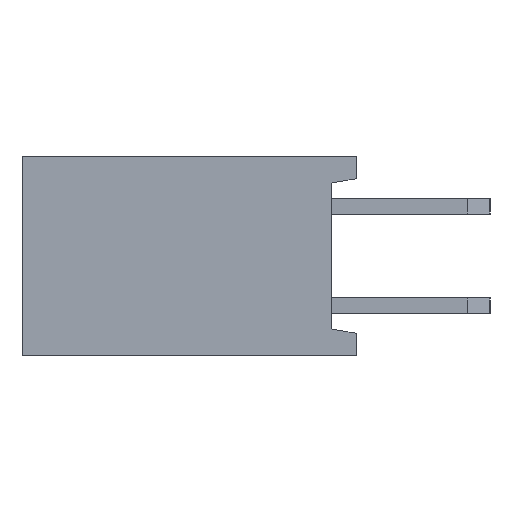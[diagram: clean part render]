
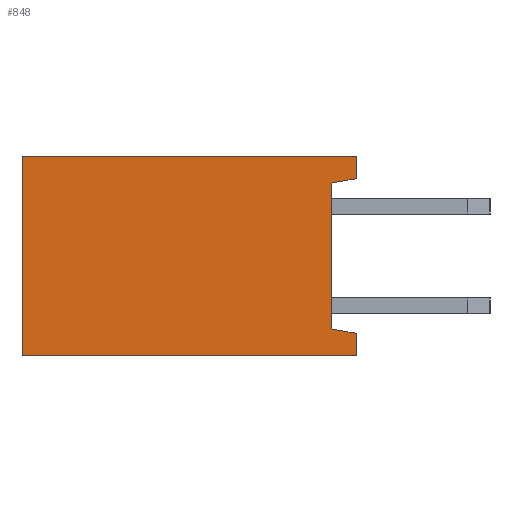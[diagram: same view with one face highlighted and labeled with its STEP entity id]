
A CAD part, left-side view. The second image highlights one B-rep face of the part: STEP entity #848.
In plain terms, the highlighted planar face has unit normal (-1, 0, 0).
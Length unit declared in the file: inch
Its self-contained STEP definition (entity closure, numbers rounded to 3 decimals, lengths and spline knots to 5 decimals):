
#67 = CARTESIAN_POINT ( 'NONE',  ( -1.01, -2.02988, -0.1 ) ) ;
#119 = FACE_OUTER_BOUND ( 'NONE', #2252, .T. ) ;
#121 = VECTOR ( 'NONE', #1952, 39.37008 ) ;
#138 = CARTESIAN_POINT ( 'NONE',  ( -1.01, 0., 0.0775 ) ) ;
#275 = CARTESIAN_POINT ( 'NONE',  ( -1.01, -2.02988, 0.1 ) ) ;
#351 = CARTESIAN_POINT ( 'NONE',  ( -1.01, 0., -0.0775 ) ) ;
#449 = VERTEX_POINT ( 'NONE', #876 ) ;
#766 = EDGE_CURVE ( 'NONE', #7123, #10059, #2705, .T. ) ;
#777 = ORIENTED_EDGE ( 'NONE', *, *, #766, .F. ) ;
#848 = ADVANCED_FACE ( 'NONE', ( #119 ), #4327, .T. ) ;
#876 = CARTESIAN_POINT ( 'NONE',  ( -1.01, 0.335, 0.1 ) ) ;
#935 = VECTOR ( 'NONE', #10315, 39.37008 ) ;
#1044 = CARTESIAN_POINT ( 'NONE',  ( -1.01, 0.025, -0.07309 ) ) ;
#1605 = EDGE_CURVE ( 'NONE', #4709, #3467, #2762, .T. ) ;
#1617 = ORIENTED_EDGE ( 'NONE', *, *, #6454, .F. ) ;
#1904 = EDGE_CURVE ( 'NONE', #3207, #3426, #9721, .T. ) ;
#1952 = DIRECTION ( 'NONE',  ( 0., 0., 1. ) ) ;
#2145 = CARTESIAN_POINT ( 'NONE',  ( -1.01, -2.02988, -0.1 ) ) ;
#2211 = VECTOR ( 'NONE', #9726, 39.37008 ) ;
#2252 = EDGE_LOOP ( 'NONE', ( #4099, #1617, #3194, #2258, #10559, #5312, #4298, #777 ) ) ;
#2258 = ORIENTED_EDGE ( 'NONE', *, *, #3847, .F. ) ;
#2394 = CARTESIAN_POINT ( 'NONE',  ( -1.01, 0.025, 0.07309 ) ) ;
#2541 = DIRECTION ( 'NONE',  ( -1., 0., 0. ) ) ;
#2705 = LINE ( 'NONE', #6072, #6120 ) ;
#2762 = LINE ( 'NONE', #2145, #9398 ) ;
#3057 = LINE ( 'NONE', #9895, #2211 ) ;
#3156 = CARTESIAN_POINT ( 'NONE',  ( -1.01, 0.335, -0.1 ) ) ;
#3194 = ORIENTED_EDGE ( 'NONE', *, *, #1605, .F. ) ;
#3207 = VERTEX_POINT ( 'NONE', #4955 ) ;
#3426 = VERTEX_POINT ( 'NONE', #7797 ) ;
#3467 = VERTEX_POINT ( 'NONE', #8870 ) ;
#3665 = VECTOR ( 'NONE', #7122, 39.37008 ) ;
#3674 = VECTOR ( 'NONE', #9103, 39.37008 ) ;
#3847 = EDGE_CURVE ( 'NONE', #3207, #4709, #7618, .T. ) ;
#4018 = VERTEX_POINT ( 'NONE', #2394 ) ;
#4099 = ORIENTED_EDGE ( 'NONE', *, *, #5641, .T. ) ;
#4298 = ORIENTED_EDGE ( 'NONE', *, *, #4414, .T. ) ;
#4301 = CARTESIAN_POINT ( 'NONE',  ( -1.01, 0., 0.1 ) ) ;
#4327 = PLANE ( 'NONE',  #10774 ) ;
#4414 = EDGE_CURVE ( 'NONE', #4018, #10059, #3057, .T. ) ;
#4709 = VERTEX_POINT ( 'NONE', #8074 ) ;
#4719 = LINE ( 'NONE', #3156, #3674 ) ;
#4955 = CARTESIAN_POINT ( 'NONE',  ( -1.01, 0., -0.0775 ) ) ;
#5312 = ORIENTED_EDGE ( 'NONE', *, *, #8647, .T. ) ;
#5335 = DIRECTION ( 'NONE',  ( 0., 1., 0. ) ) ;
#5641 = EDGE_CURVE ( 'NONE', #7123, #449, #9029, .T. ) ;
#5961 = DIRECTION ( 'NONE',  ( 0., 0., -1. ) ) ;
#6072 = CARTESIAN_POINT ( 'NONE',  ( -1.01, 0., -0.1 ) ) ;
#6120 = VECTOR ( 'NONE', #5961, 39.37008 ) ;
#6454 = EDGE_CURVE ( 'NONE', #3467, #449, #4719, .T. ) ;
#6895 = CARTESIAN_POINT ( 'NONE',  ( -1.01, 0., -0.1 ) ) ;
#6916 = DIRECTION ( 'NONE',  ( 0., 0., 1. ) ) ;
#7122 = DIRECTION ( 'NONE',  ( 0., 1., 0. ) ) ;
#7123 = VERTEX_POINT ( 'NONE', #4301 ) ;
#7618 = LINE ( 'NONE', #6895, #935 ) ;
#7797 = CARTESIAN_POINT ( 'NONE',  ( -1.01, 0.025, -0.07309 ) ) ;
#8074 = CARTESIAN_POINT ( 'NONE',  ( -1.01, 0., -0.1 ) ) ;
#8647 = EDGE_CURVE ( 'NONE', #3426, #4018, #10302, .T. ) ;
#8651 = VECTOR ( 'NONE', #9782, 39.37008 ) ;
#8870 = CARTESIAN_POINT ( 'NONE',  ( -1.01, 0.335, -0.1 ) ) ;
#9029 = LINE ( 'NONE', #275, #3665 ) ;
#9103 = DIRECTION ( 'NONE',  ( 0., 0., 1. ) ) ;
#9398 = VECTOR ( 'NONE', #5335, 39.37008 ) ;
#9721 = LINE ( 'NONE', #351, #8651 ) ;
#9726 = DIRECTION ( 'NONE',  ( 0., -0.985, 0.174 ) ) ;
#9782 = DIRECTION ( 'NONE',  ( 0., 0.985, 0.174 ) ) ;
#9895 = CARTESIAN_POINT ( 'NONE',  ( -1.01, 0.025, 0.07309 ) ) ;
#10059 = VERTEX_POINT ( 'NONE', #138 ) ;
#10302 = LINE ( 'NONE', #1044, #121 ) ;
#10315 = DIRECTION ( 'NONE',  ( 0., 0., -1. ) ) ;
#10559 = ORIENTED_EDGE ( 'NONE', *, *, #1904, .T. ) ;
#10774 = AXIS2_PLACEMENT_3D ( 'NONE', #67, #2541, #6916 ) ;
